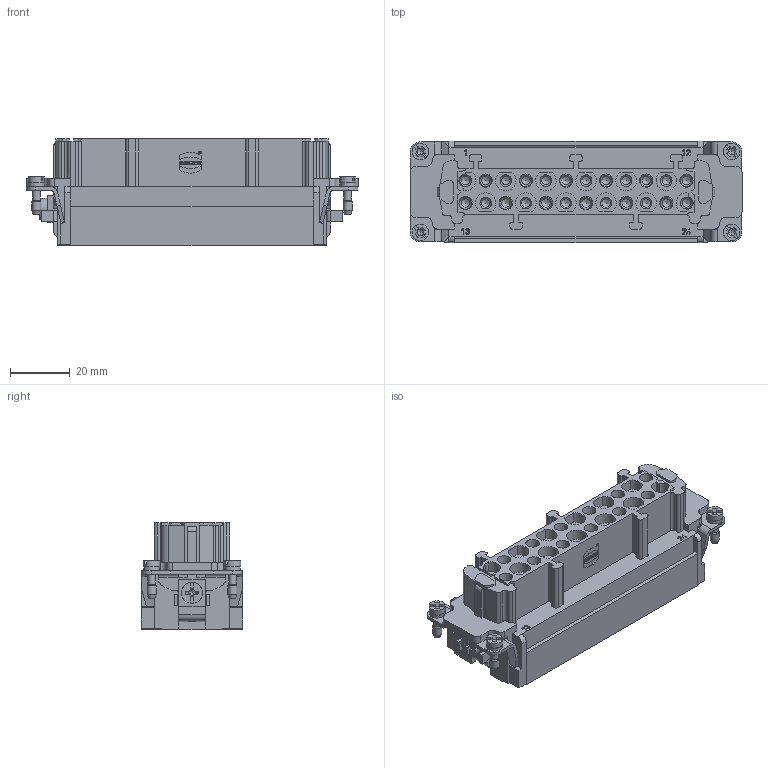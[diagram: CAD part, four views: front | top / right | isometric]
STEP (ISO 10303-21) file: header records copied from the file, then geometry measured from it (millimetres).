
FILE_DESCRIPTION(/* description */ (''),/* implementation_level */ '2;1');
FILE_NAME(/* name */ '100095116ugm000_d.stp',/* time_stamp */ '2018-11-27T14:57:52+01:00',/* author */ (''),/* organization */ (''),/* preprocessor_version */ 'ST-DEVELOPER v16.7',/* originating_system */ 'SIEMENS PLM Software NX 12.0',/* authorisation */ '');
FILE_SCHEMA (('AUTOMOTIVE_DESIGN { 1 0 10303 214 3 1 1 1 }'));
Products named in the file (1): 100095116ugm000_d
Bounding box: 110.85 x 34 x 35.55 mm (x, y, z)
Volume: 73106.8 mm3; surface area: 31006.8 mm2
Topology: 1 solids, 1 shells, 1527 faces, 4346 edges, 3064 vertices
Faces by surface type: plane 1022, cylinder 302, cone 141, extrusion 38, torus 24
Full cylindrical faces by diameter (mm): 0.797 x1, 0.942 x1, 2.13 x2, 2.285 x2, 2.5 x4, 2.85 x24, 3 x4, 3.05 x24, 3.242 x1, 5.3 x4, 5.4 x24, 5.5 x4, 7 x1
Entity records: 56670 total; most frequent: CARTESIAN_POINT 14453, ORIENTED_EDGE 7572, DIRECTION 7196, EDGE_CURVE 3786, VERTEX_POINT 2633, VECTOR 2584, LINE 2546, AXIS2_PLACEMENT_3D 2306
